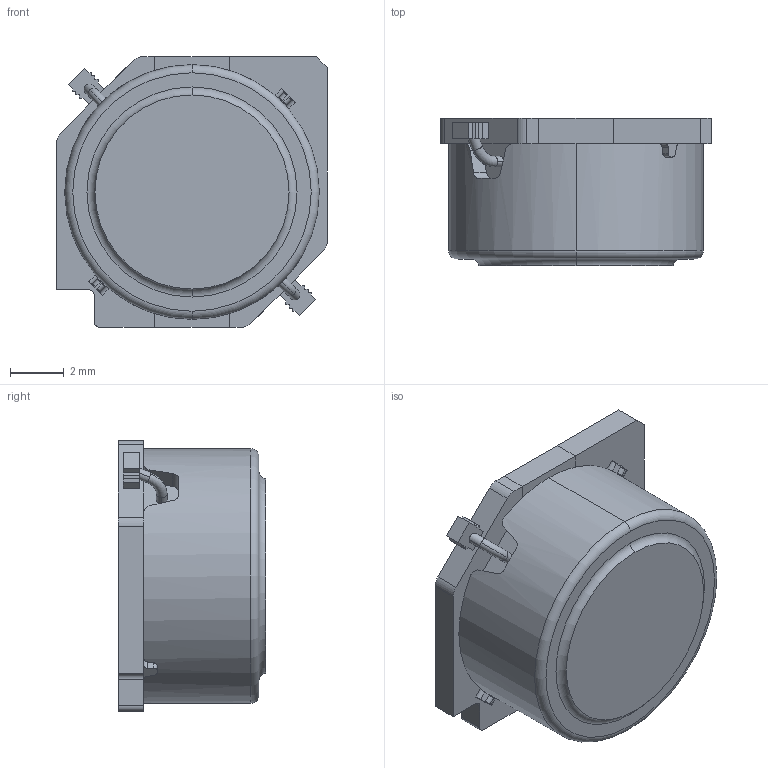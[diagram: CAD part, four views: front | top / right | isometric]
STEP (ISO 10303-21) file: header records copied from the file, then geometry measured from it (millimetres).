
FILE_DESCRIPTION (( 'STEP AP214' ), '1' );
FILE_NAME ('NS10155T1R5NNV.STEP', '2022-08-09T12:36:50', ( '' ), ( '' ), 'SwSTEP 2.0', 'SolidWorks 2018', '' );
FILE_SCHEMA (( 'AUTOMOTIVE_DESIGN' ));
Length unit declared in the file: millimetre
Products named in the file (2): NS10155T1R5NNV
Bounding box: 10.1 x 5.5 x 10.1 mm (x, y, z)
Volume: 400.1 mm3; surface area: 410.2 mm2
Topology: 5 solids, 5 shells, 136 faces, 359 edges, 236 vertices
Faces by surface type: plane 94, cylinder 32, torus 8, cone 2
Entity records: 5888 total; most frequent: CARTESIAN_POINT 953, ORIENTED_EDGE 718, DIRECTION 671, EDGE_CURVE 359, VECTOR 251, LINE 251, VERTEX_POINT 236, AXIS2_PLACEMENT_3D 210
